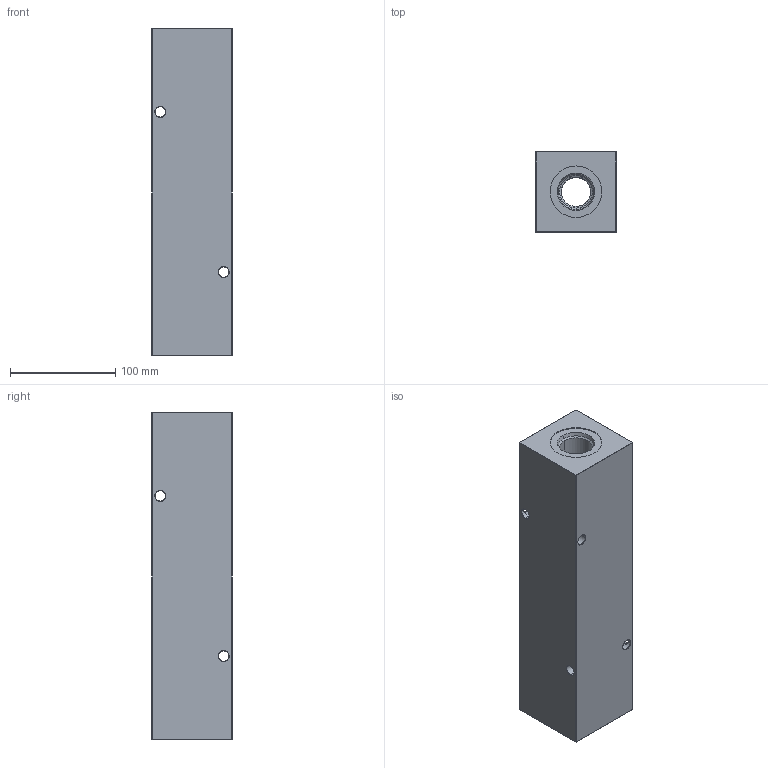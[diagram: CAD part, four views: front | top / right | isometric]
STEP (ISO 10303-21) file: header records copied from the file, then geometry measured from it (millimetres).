
FILE_DESCRIPTION (( 'STEP AP203' ), '1' );
FILE_NAME ('HM-4-90-S-16-16.STEP', '2020-11-09T23:31:03', ( '' ), ( '' ), 'SwSTEP 2.0', 'SolidWorks 2019', '' );
FILE_SCHEMA (( 'CONFIG_CONTROL_DESIGN' ));
Length unit declared in the file: inch
Products named in the file (1): HM-4-90-S-16-16
Bounding box: 76.2 x 76.2 x 311.15 mm (x, y, z)
Volume: 1415769.5 mm3; surface area: 150055.5 mm2
Topology: 1 solids, 1 shells, 624 faces, 1594 edges, 1018 vertices
Faces by surface type: plane 259, bspline 195, cylinder 86, cone 84
Entity records: 28305 total; most frequent: CARTESIAN_POINT 14548, ORIENTED_EDGE 3188, DIRECTION 2158, EDGE_CURVE 1594, VERTEX_POINT 1018, LINE 910, VECTOR 910, EDGE_LOOP 700
